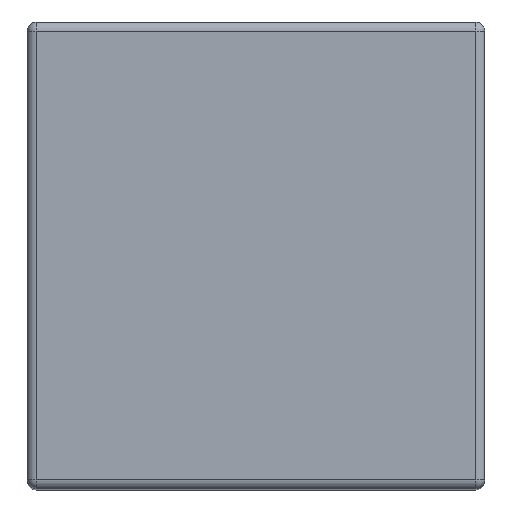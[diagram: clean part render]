
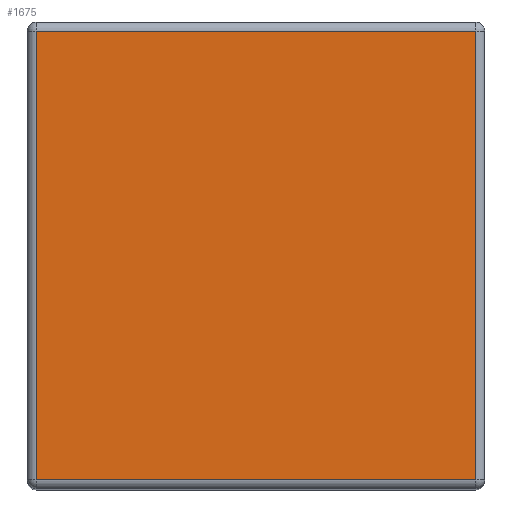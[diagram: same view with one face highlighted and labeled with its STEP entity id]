
A CAD part, top view. The second image highlights one B-rep face of the part: STEP entity #1675.
In plain terms, the highlighted planar face has unit normal (0, 0, 1).
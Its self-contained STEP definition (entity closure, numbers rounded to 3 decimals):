
#514=DIRECTION('',(1.,0.,0.));
#515=VECTOR('',#514,24.);
#516=CARTESIAN_POINT('',(-12.,0.5,19.25));
#517=LINE('',#516,#515);
#545=DIRECTION('',(0.,-1.,0.));
#546=VECTOR('',#545,24.5);
#547=CARTESIAN_POINT('',(-12.,25.,19.25));
#548=LINE('',#547,#546);
#559=DIRECTION('',(-1.,0.,0.));
#560=VECTOR('',#559,24.);
#561=CARTESIAN_POINT('',(12.,25.,19.25));
#562=LINE('',#561,#560);
#930=DIRECTION('',(0.,1.,0.));
#931=VECTOR('',#930,24.5);
#932=CARTESIAN_POINT('',(12.,0.5,19.25));
#933=LINE('',#932,#931);
#1181=CARTESIAN_POINT('',(12.,0.5,19.25));
#1182=VERTEX_POINT('',#1181);
#1183=CARTESIAN_POINT('',(-12.,0.5,19.25));
#1184=VERTEX_POINT('',#1183);
#1219=CARTESIAN_POINT('',(-12.,25.,19.25));
#1220=VERTEX_POINT('',#1219);
#1221=CARTESIAN_POINT('',(12.,25.,19.25));
#1222=VERTEX_POINT('',#1221);
#1662=CARTESIAN_POINT('',(-12.5,0.,19.25));
#1663=DIRECTION('',(0.,0.,1.));
#1664=DIRECTION('',(1.,0.,0.));
#1665=AXIS2_PLACEMENT_3D('',#1662,#1663,#1664);
#1666=PLANE('',#1665);
#1668=ORIENTED_EDGE('',*,*,#1667,.F.);
#1670=ORIENTED_EDGE('',*,*,#1669,.F.);
#1671=ORIENTED_EDGE('',*,*,#1630,.F.);
#1672=ORIENTED_EDGE('',*,*,#1653,.F.);
#1673=EDGE_LOOP('',(#1668,#1670,#1671,#1672));
#1674=FACE_OUTER_BOUND('',#1673,.F.);
#1675=ADVANCED_FACE('',(#1674),#1666,.T.);
#1630=EDGE_CURVE('',#1184,#1182,#517,.T.);
#1653=EDGE_CURVE('',#1220,#1184,#548,.T.);
#1667=EDGE_CURVE('',#1222,#1220,#562,.T.);
#1669=EDGE_CURVE('',#1182,#1222,#933,.T.);
